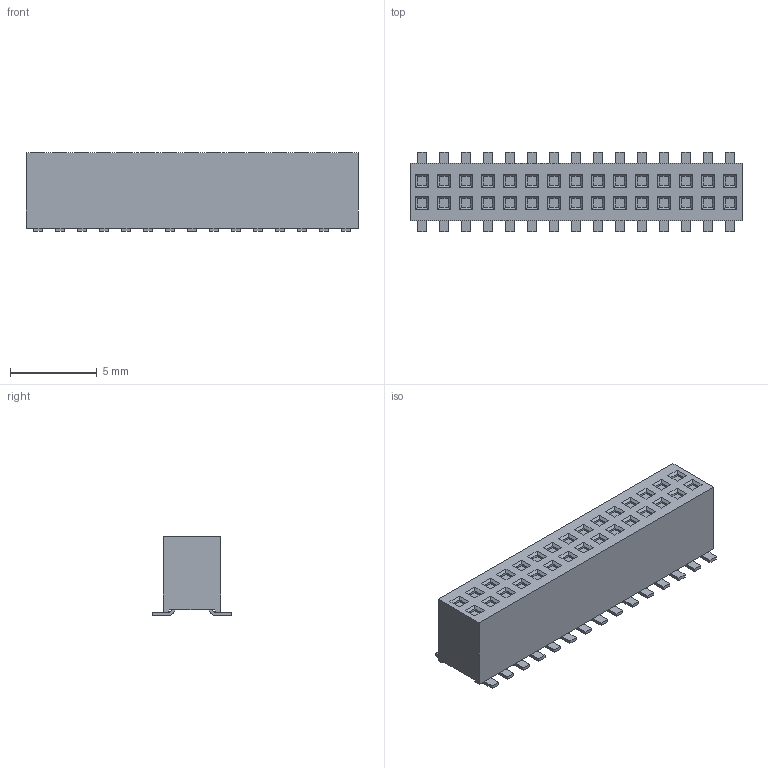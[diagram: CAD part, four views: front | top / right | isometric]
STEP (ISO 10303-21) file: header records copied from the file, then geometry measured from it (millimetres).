
FILE_DESCRIPTION((''),'2;1');
FILE_NAME('SAMTEC_FLE-115-01-G-DV.stp','2013-10-08T17:44:35',(''),(''),'Mechanical Desktop 2011','Mechanical Desktop 2011',', , ');
FILE_SCHEMA(('AUTOMOTIVE_DESIGN { 1 2 10303 214 1 1 1 1 }'));
Length unit declared in the file: millimetre
Products named in the file (1): Product
Bounding box: 19.16 x 4.6 x 4.55 mm (x, y, z)
Volume: 274.4 mm3; surface area: 423 mm2
Topology: 31 solids, 31 shells, 580 faces, 1344 edges, 856 vertices
Faces by surface type: plane 363, bspline 157, cylinder 60
Entity records: 16090 total; most frequent: CARTESIAN_POINT 3252, ORIENTED_EDGE 2688, DIRECTION 2312, EDGE_CURVE 1344, VECTOR 1224, LINE 1224, VERTEX_POINT 856, EDGE_LOOP 610
